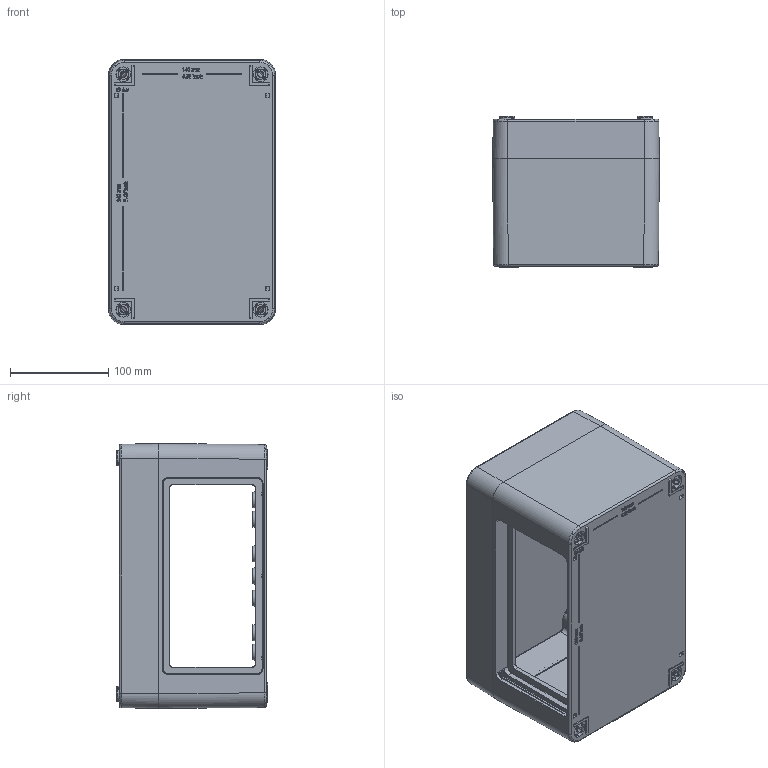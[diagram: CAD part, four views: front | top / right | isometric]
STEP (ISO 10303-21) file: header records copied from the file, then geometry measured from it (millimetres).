
FILE_DESCRIPTION (( 'STEP AP214' ), '1' );
FILE_NAME ('14010001.STEP', '2009-01-21T14:09:59', ( ' ' ), ( '' ), 'SwSTEP 2.0', 'SolidWorks 2008', '' );
FILE_SCHEMA (( 'AUTOMOTIVE_DESIGN' ));
Length unit declared in the file: millimetre
Products named in the file (10): 82304_Standard; 39008_Standard; 94074_Vorspannung; 39022_Standard; 51879_Vorspannung; 39001_Standard; 14010001; 39017_Standard; 39027_Standard
Assembly tree (18 placements, depth 3):
  14010001
    39027_Standard  x4
    39008_Standard  x4
    51879_Vorspannung  x4
      39022_Standard
      94074_Vorspannung
    82304_Standard
    39001_Standard
      39001_Standard
    39017_Standard
Bounding box: 170 x 154 x 270 mm (x, y, z)
Volume: 1086318.5 mm3; surface area: 518164.5 mm2
Topology: 19 solids, 19 shells, 4320 faces, 10879 edges, 6618 vertices
Faces by surface type: plane 1229, bspline 1225, cylinder 1104, cone 368, torus 292, sphere 102
Entity records: 142113 total; most frequent: CARTESIAN_POINT 68634, ORIENTED_EDGE 17280, DIRECTION 13084, EDGE_CURVE 8640, VERTEX_POINT 5256, AXIS2_PLACEMENT_3D 4984, EDGE_LOOP 3680, FACE_OUTER_BOUND 3516
